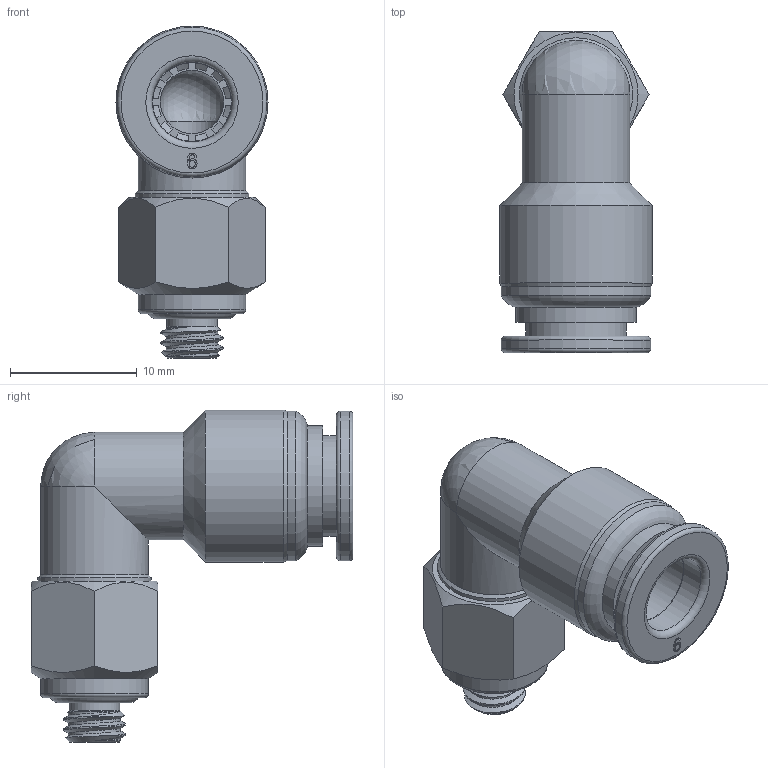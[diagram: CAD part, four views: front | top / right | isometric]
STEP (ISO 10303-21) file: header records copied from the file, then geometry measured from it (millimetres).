
FILE_DESCRIPTION(/* description */ (''),/* implementation_level */ '2;1');
FILE_NAME(/* name */ 'model-MPL6-M5.stp',/* time_stamp */ '2021-01-21T09:40:51+08:00',/* author */ (''),/* organization */ (''),/* preprocessor_version */ 'ST-DEVELOPER v16.7',/* originating_system */ 'SIEMENS PLM Software NX 12.0',/* authorisation */ '');
FILE_SCHEMA (('AP203_CONFIGURATION_CONTROLLED_3D_DESIGN_OF_MECHANICAL_PARTS_AND_ASSEMBLIES_MIM_LF { 1 0 10303 403 2 1 2}'));
Length unit declared in the file: millimetre
Products named in the file (1): Admi178022EA5ynf
Bounding box: 12 x 25.4 x 26.2 mm (x, y, z)
Volume: 2140.9 mm3; surface area: 2161.2 mm2
Topology: 1 solids, 1 shells, 136 faces, 327 edges, 211 vertices
Faces by surface type: cone 46, plane 45, cylinder 18, extrusion 16, torus 7, sphere 2, bspline 2
Full cylindrical faces by diameter (mm): 2 x1, 4 x2, 5 x1, 6.2 x1, 6.3 x1, 7.071 x1, 7.95 x1, 8.5 x3, 8.95 x1, 9.5 x1, 11.8 x2, 12 x1
Entity records: 5131 total; most frequent: CARTESIAN_POINT 2289, ORIENTED_EDGE 548, DIRECTION 496, EDGE_CURVE 274, AXIS2_PLACEMENT_3D 215, VERTEX_POINT 195, EDGE_LOOP 191, B_SPLINE_CURVE_WITH_KNOTS 143
